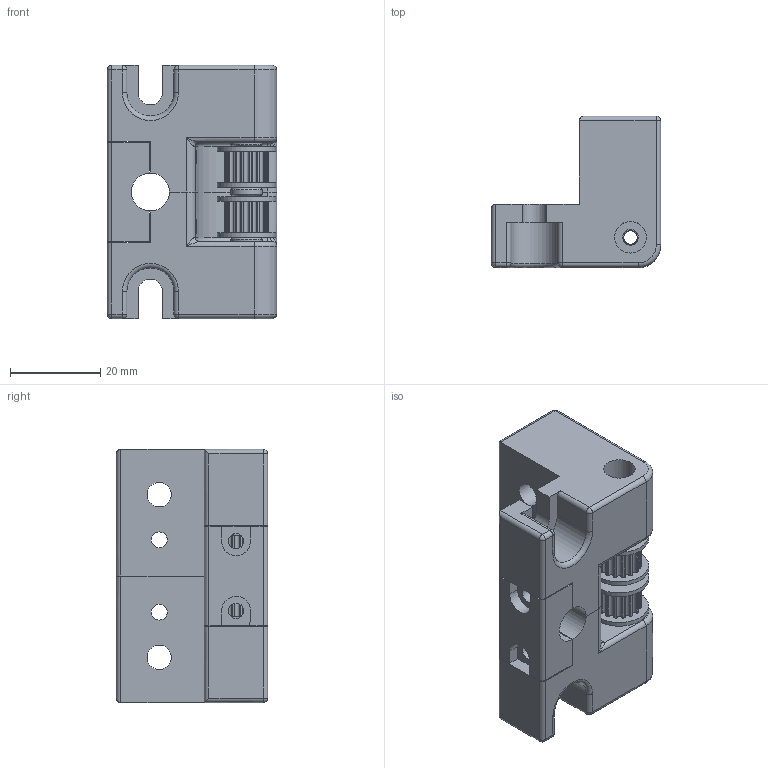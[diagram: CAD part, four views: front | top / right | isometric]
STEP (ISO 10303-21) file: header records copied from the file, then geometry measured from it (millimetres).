
FILE_DESCRIPTION(/* description */ (''),/* implementation_level */ '2;1');
FILE_NAME(/* name */ 'SUPORTE_POLIAS_TRAZEIR_16T v2.step',/* time_stamp */ '2024-10-08T10:52:45-03:00',/* author */ (''),/* organization */ (''),/* preprocessor_version */ 'ST-DEVELOPER v20',/* originating_system */ 'Autodesk Translation Framework v13.20.0.188',/* authorisation */ '');
FILE_SCHEMA (('AUTOMOTIVE_DESIGN { 1 0 10303 214 3 1 1 }'));
Length unit declared in the file: millimetre
Products named in the file (2): SUPORTE_POLIAS_TRAZEIR; POWGE 2GT pulley 16T B3
Assembly tree (2 placements, depth 2):
  SUPORTE_POLIAS_TRAZEIR
    POWGE 2GT pulley 16T B3  x2
Bounding box: 37.5 x 33.5 x 56 mm (x, y, z)
Volume: 35736.8 mm3; surface area: 16253.1 mm2
Topology: 6 solids, 6 shells, 342 faces, 856 edges, 548 vertices
Faces by surface type: cylinder 221, plane 83, torus 22, sphere 8, cone 4, bspline 4
Full cylindrical faces by diameter (mm): 3 x4, 3.4 x4, 3.5 x5, 3.7 x4, 5.4 x6, 5.5 x2, 6 x4, 7 x5, 10.4 x2, 13 x4
Entity records: 8066 total; most frequent: CARTESIAN_POINT 1711, DIRECTION 1425, ORIENTED_EDGE 1242, EDGE_CURVE 621, AXIS2_PLACEMENT_3D 569, VERTEX_POINT 394, CIRCLE 314, EDGE_LOOP 289
